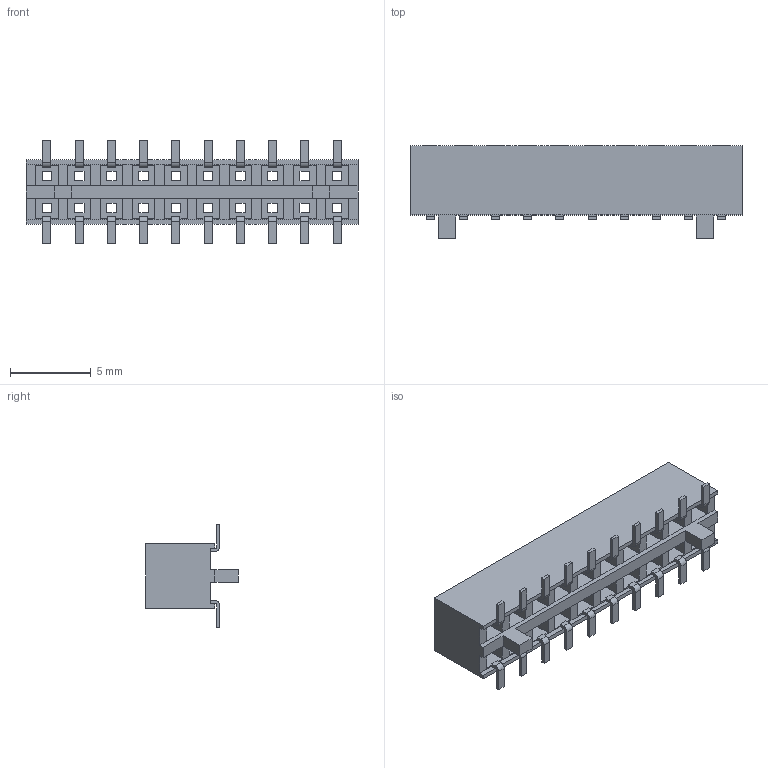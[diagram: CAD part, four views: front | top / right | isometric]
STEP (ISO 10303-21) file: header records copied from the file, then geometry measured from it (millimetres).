
FILE_DESCRIPTION(/* description */ ('STEP AP203'),/* implementation_level */ '2;1');
FILE_NAME(/* name */ 'BF100-20-A-D-1-0640-L-C',/* time_stamp */ '2025-01-20T15:26:32+01:00',/* author */ ('License CC BY-ND 4.0'),/* organization */ ('CADENAS'),/* preprocessor_version */ 'ST-DEVELOPER v19.3',/* originating_system */ 'PARTsolutions',/* authorisation */ ' ');
FILE_SCHEMA (('CONFIG_CONTROL_DESIGN'));
Length unit declared in the file: millimetre
Products named in the file (3): BF100-20-A-D-1-0640-L-C; BF100-20-A-D-1-0640-L-C_H; BF100-20-A-D-1-0640-L-C_P
Assembly tree (21 placements, depth 2):
  BF100-20-A-D-1-0640-L-C
    BF100-20-A-D-1-0640-L-C_H
    BF100-20-A-D-1-0640-L-C_P  x20
Bounding box: 20.6 x 5.75 x 6.4 mm (x, y, z)
Volume: 214.8 mm3; surface area: 850.5 mm2
Topology: 21 solids, 21 shells, 482 faces, 1200 edges, 760 vertices
Faces by surface type: plane 462, cylinder 20
Entity records: 9405 total; most frequent: CARTESIAN_POINT 1628, ORIENTED_EDGE 1602, DIRECTION 1469, EDGE_CURVE 801, LINE 799, VECTOR 799, VERTEX_POINT 494, EDGE_LOOP 351
